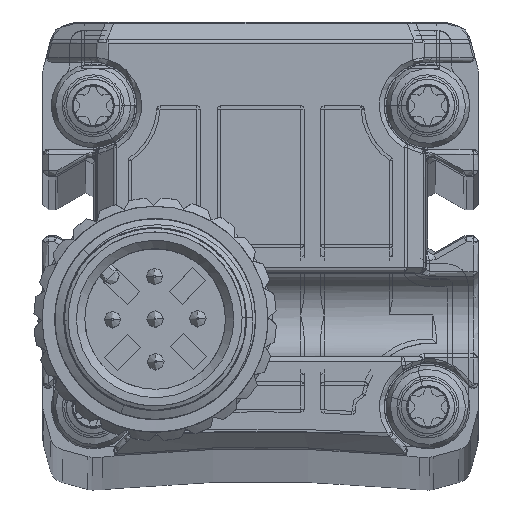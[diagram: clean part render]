
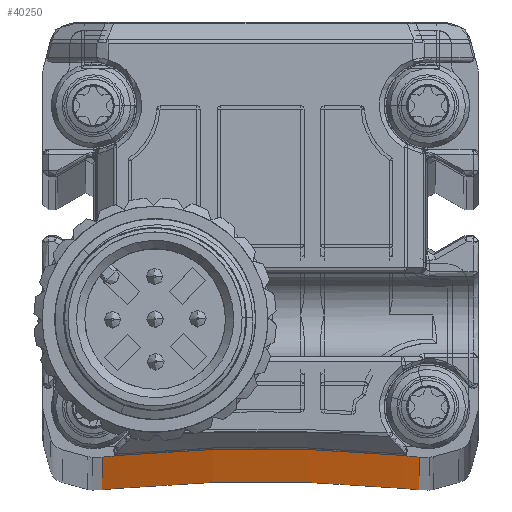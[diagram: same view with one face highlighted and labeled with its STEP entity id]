
A CAD part, top view. The second image highlights one B-rep face of the part: STEP entity #40250.
In plain terms, the highlighted cylindrical face has radius 90 mm (diameter 180 mm), a partial arc.
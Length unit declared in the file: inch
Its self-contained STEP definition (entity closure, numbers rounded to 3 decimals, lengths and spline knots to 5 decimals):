
#1329 = CYLINDRICAL_SURFACE ( 'NONE', #45630, 3.54331 ) ;
#1819 = LINE ( 'NONE', #61531, #47183 ) ;
#4084 = CIRCLE ( 'NONE', #34933, 3.54331 ) ;
#4300 = EDGE_CURVE ( 'NONE', #20372, #55219, #25234, .T. ) ;
#5192 = EDGE_LOOP ( 'NONE', ( #14102, #38712, #20498, #49880, #6202, #57959, #27018, #38424, #31063, #35646, #28302, #20795 ) ) ;
#5782 = AXIS2_PLACEMENT_3D ( 'NONE', #13863, #35779, #57704 ) ;
#6202 = ORIENTED_EDGE ( 'NONE', *, *, #33923, .F. ) ;
#6369 = DIRECTION ( 'NONE',  ( 0., 0., 1. ) ) ;
#6809 = DIRECTION ( 'NONE',  ( 1., 0., 0. ) ) ;
#7280 = VERTEX_POINT ( 'NONE', #54744 ) ;
#8219 = VERTEX_POINT ( 'NONE', #33916 ) ;
#8299 = VECTOR ( 'NONE', #32607, 39.37008 ) ;
#8522 = CARTESIAN_POINT ( 'NONE',  ( 0., -3.52362, -0.07087 ) ) ;
#9526 = VECTOR ( 'NONE', #9956, 39.37008 ) ;
#9565 = EDGE_CURVE ( 'NONE', #27689, #8219, #55303, .T. ) ;
#9625 = EDGE_CURVE ( 'NONE', #60897, #29536, #18621, .T. ) ;
#9956 = DIRECTION ( 'NONE',  ( 0., 0., -1. ) ) ;
#10879 = EDGE_CURVE ( 'NONE', #42050, #12754, #37277, .T. ) ;
#11872 = CARTESIAN_POINT ( 'NONE',  ( -0.33352, 0.00395, 44.17323 ) ) ;
#11941 = CARTESIAN_POINT ( 'NONE',  ( -0.33352, 0.00395, -0.09907 ) ) ;
#12280 = DIRECTION ( 'NONE',  ( 0., 0., 1. ) ) ;
#12754 = VERTEX_POINT ( 'NONE', #31045 ) ;
#13433 = CARTESIAN_POINT ( 'NONE',  ( -0.33352, 0.00395, -0.07087 ) ) ;
#13863 = CARTESIAN_POINT ( 'NONE',  ( 0., -3.52362, 44.30084 ) ) ;
#14026 = AXIS2_PLACEMENT_3D ( 'NONE', #19003, #62147, #6809 ) ;
#14102 = ORIENTED_EDGE ( 'NONE', *, *, #10879, .F. ) ;
#14640 = DIRECTION ( 'NONE',  ( 1., 0., 0. ) ) ;
#15566 = EDGE_CURVE ( 'NONE', #57969, #25747, #28658, .T. ) ;
#15704 = DIRECTION ( 'NONE',  ( 0., 0., -1. ) ) ;
#16284 = DIRECTION ( 'NONE',  ( 1., 0., 0. ) ) ;
#18621 = CIRCLE ( 'NONE', #57601, 3.54331 ) ;
#19003 = CARTESIAN_POINT ( 'NONE',  ( 0., -3.52362, 44.17323 ) ) ;
#20372 = VERTEX_POINT ( 'NONE', #70535 ) ;
#20498 = ORIENTED_EDGE ( 'NONE', *, *, #51620, .F. ) ;
#20795 = ORIENTED_EDGE ( 'NONE', *, *, #29230, .F. ) ;
#21860 = CARTESIAN_POINT ( 'NONE',  ( 0., -3.52362, 44.09449 ) ) ;
#23254 = LINE ( 'NONE', #27207, #8299 ) ;
#24012 = DIRECTION ( 'NONE',  ( 0., 0., 1. ) ) ;
#24367 = DIRECTION ( 'NONE',  ( 1., 0., 0. ) ) ;
#25234 = CIRCLE ( 'NONE', #30984, 3.54331 ) ;
#25653 = CARTESIAN_POINT ( 'NONE',  ( 0.37298, 0., 44.17323 ) ) ;
#25747 = VERTEX_POINT ( 'NONE', #61310 ) ;
#27018 = ORIENTED_EDGE ( 'NONE', *, *, #27876, .F. ) ;
#27207 = CARTESIAN_POINT ( 'NONE',  ( -0.37298, 0., 44.09449 ) ) ;
#27689 = VERTEX_POINT ( 'NONE', #13433 ) ;
#27876 = EDGE_CURVE ( 'NONE', #55219, #27689, #1819, .T. ) ;
#28302 = ORIENTED_EDGE ( 'NONE', *, *, #15566, .F. ) ;
#28658 = LINE ( 'NONE', #61713, #34085 ) ;
#29230 = EDGE_CURVE ( 'NONE', #12754, #57969, #39255, .T. ) ;
#29536 = VERTEX_POINT ( 'NONE', #11872 ) ;
#30839 = LINE ( 'NONE', #58519, #47845 ) ;
#30984 = AXIS2_PLACEMENT_3D ( 'NONE', #56788, #67947, #67595 ) ;
#31045 = CARTESIAN_POINT ( 'NONE',  ( 0.33352, 0.00395, 44.17323 ) ) ;
#31050 = CIRCLE ( 'NONE', #5782, 3.54331 ) ;
#31063 = ORIENTED_EDGE ( 'NONE', *, *, #38596, .F. ) ;
#32607 = DIRECTION ( 'NONE',  ( 0., 0., 1. ) ) ;
#32976 = CARTESIAN_POINT ( 'NONE',  ( 0.33352, 0.00395, 44.09449 ) ) ;
#33916 = CARTESIAN_POINT ( 'NONE',  ( -0.37298, 0., -0.07087 ) ) ;
#33923 = EDGE_CURVE ( 'NONE', #8219, #60897, #23254, .T. ) ;
#34085 = VECTOR ( 'NONE', #34402, 39.37008 ) ;
#34402 = DIRECTION ( 'NONE',  ( 0., 0., -1. ) ) ;
#34933 = AXIS2_PLACEMENT_3D ( 'NONE', #55078, #44258, #16284 ) ;
#35646 = ORIENTED_EDGE ( 'NONE', *, *, #65566, .F. ) ;
#35779 = DIRECTION ( 'NONE',  ( 0., 0., -1. ) ) ;
#37277 = LINE ( 'NONE', #32976, #9526 ) ;
#38424 = ORIENTED_EDGE ( 'NONE', *, *, #4300, .F. ) ;
#38596 = EDGE_CURVE ( 'NONE', #7280, #20372, #30839, .T. ) ;
#38712 = ORIENTED_EDGE ( 'NONE', *, *, #44602, .F. ) ;
#39255 = CIRCLE ( 'NONE', #14026, 3.54331 ) ;
#39438 = FACE_OUTER_BOUND ( 'NONE', #5192, .T. ) ;
#40250 = ADVANCED_FACE ( 'NONE', ( #39438 ), #1329, .F. ) ;
#40405 = AXIS2_PLACEMENT_3D ( 'NONE', #8522, #24012, #24367 ) ;
#42050 = VERTEX_POINT ( 'NONE', #44448 ) ;
#44258 = DIRECTION ( 'NONE',  ( 0., 0., 1. ) ) ;
#44448 = CARTESIAN_POINT ( 'NONE',  ( 0.33352, 0.00395, 44.30084 ) ) ;
#44602 = EDGE_CURVE ( 'NONE', #55315, #42050, #31050, .T. ) ;
#45630 = AXIS2_PLACEMENT_3D ( 'NONE', #21860, #6369, #61370 ) ;
#47183 = VECTOR ( 'NONE', #12280, 39.37008 ) ;
#47845 = VECTOR ( 'NONE', #65948, 39.37008 ) ;
#49880 = ORIENTED_EDGE ( 'NONE', *, *, #9625, .F. ) ;
#51620 = EDGE_CURVE ( 'NONE', #29536, #55315, #68872, .T. ) ;
#54744 = CARTESIAN_POINT ( 'NONE',  ( 0.33352, 0.00395, -0.07087 ) ) ;
#55078 = CARTESIAN_POINT ( 'NONE',  ( 0., -3.52362, -0.07087 ) ) ;
#55219 = VERTEX_POINT ( 'NONE', #11941 ) ;
#55303 = CIRCLE ( 'NONE', #40405, 3.54331 ) ;
#55315 = VERTEX_POINT ( 'NONE', #64358 ) ;
#56788 = CARTESIAN_POINT ( 'NONE',  ( 0., -3.52362, -0.09907 ) ) ;
#57601 = AXIS2_PLACEMENT_3D ( 'NONE', #63863, #15704, #14640 ) ;
#57704 = DIRECTION ( 'NONE',  ( 1., 0., 0. ) ) ;
#57959 = ORIENTED_EDGE ( 'NONE', *, *, #9565, .F. ) ;
#57969 = VERTEX_POINT ( 'NONE', #25653 ) ;
#58055 = DIRECTION ( 'NONE',  ( 0., 0., 1. ) ) ;
#58519 = CARTESIAN_POINT ( 'NONE',  ( 0.33352, 0.00395, 44.09449 ) ) ;
#60897 = VERTEX_POINT ( 'NONE', #70158 ) ;
#61310 = CARTESIAN_POINT ( 'NONE',  ( 0.37298, 0., -0.07087 ) ) ;
#61370 = DIRECTION ( 'NONE',  ( 1., 0., 0. ) ) ;
#61531 = CARTESIAN_POINT ( 'NONE',  ( -0.33352, 0.00395, 0.33402 ) ) ;
#61713 = CARTESIAN_POINT ( 'NONE',  ( 0.37298, 0., 44.09449 ) ) ;
#62147 = DIRECTION ( 'NONE',  ( 0., 0., -1. ) ) ;
#62750 = CARTESIAN_POINT ( 'NONE',  ( -0.33352, 0.00395, 44.09449 ) ) ;
#63863 = CARTESIAN_POINT ( 'NONE',  ( 0., -3.52362, 44.17323 ) ) ;
#63973 = VECTOR ( 'NONE', #58055, 39.37008 ) ;
#64358 = CARTESIAN_POINT ( 'NONE',  ( -0.33352, 0.00395, 44.30084 ) ) ;
#65566 = EDGE_CURVE ( 'NONE', #25747, #7280, #4084, .T. ) ;
#65948 = DIRECTION ( 'NONE',  ( 0., 0., -1. ) ) ;
#67595 = DIRECTION ( 'NONE',  ( -0.519, 0.855, 0. ) ) ;
#67947 = DIRECTION ( 'NONE',  ( 0., 0., 1. ) ) ;
#68872 = LINE ( 'NONE', #62750, #63973 ) ;
#70158 = CARTESIAN_POINT ( 'NONE',  ( -0.37298, 0., 44.17323 ) ) ;
#70535 = CARTESIAN_POINT ( 'NONE',  ( 0.33352, 0.00395, -0.09907 ) ) ;
